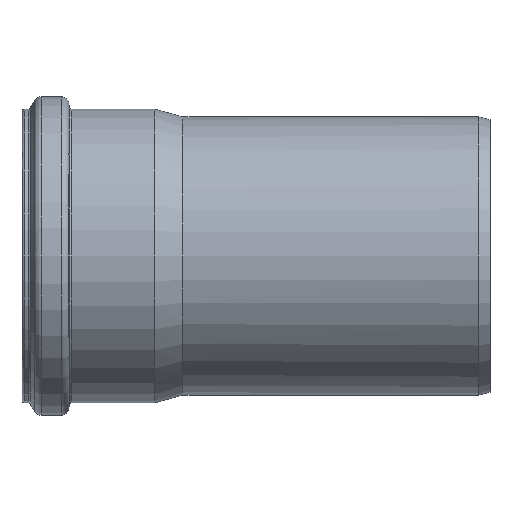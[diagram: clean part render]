
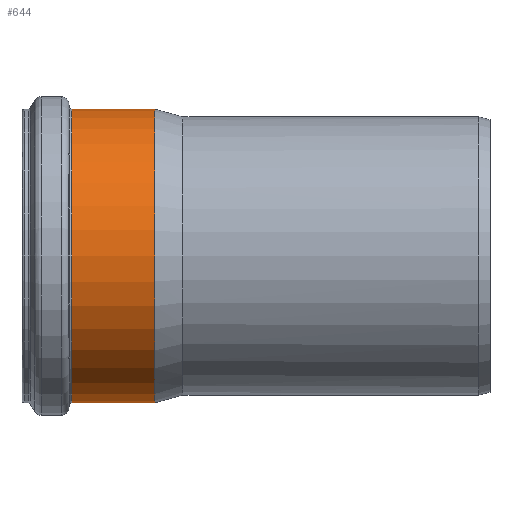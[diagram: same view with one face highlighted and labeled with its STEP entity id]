
A CAD part, left-side view. The second image highlights one B-rep face of the part: STEP entity #644.
In plain terms, the highlighted cylindrical face has radius 58.05 mm (diameter 116.1 mm), a full revolution.
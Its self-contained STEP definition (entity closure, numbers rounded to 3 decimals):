
#84=FACE_BOUND('',#299,.T.);
#109=CIRCLE('',#675,58.05);
#138=CIRCLE('',#734,58.05);
#169=CYLINDRICAL_SURFACE('',#733,58.05);
#210=FACE_OUTER_BOUND('',#298,.T.);
#298=EDGE_LOOP('',(#565));
#299=EDGE_LOOP('',(#566));
#362=VERTEX_POINT('',#1391);
#392=VERTEX_POINT('',#1549);
#426=EDGE_CURVE('',#362,#362,#109,.T.);
#457=EDGE_CURVE('',#392,#392,#138,.T.);
#565=ORIENTED_EDGE('',*,*,#457,.F.);
#566=ORIENTED_EDGE('',*,*,#426,.T.);
#644=ADVANCED_FACE('',(#210,#84),#169,.T.);
#675=AXIS2_PLACEMENT_3D('',#1392,#792,#793);
#733=AXIS2_PLACEMENT_3D('',#1548,#908,#909);
#734=AXIS2_PLACEMENT_3D('',#1550,#910,#911);
#792=DIRECTION('center_axis',(0.,1.,0.));
#793=DIRECTION('ref_axis',(1.,0.,0.));
#908=DIRECTION('center_axis',(0.,1.,0.));
#909=DIRECTION('ref_axis',(-1.,0.,0.));
#910=DIRECTION('center_axis',(0.,1.,0.));
#911=DIRECTION('ref_axis',(1.,0.,0.));
#1391=CARTESIAN_POINT('',(-58.05,132.558,0.));
#1392=CARTESIAN_POINT('Origin',(0.,132.558,0.));
#1548=CARTESIAN_POINT('Origin',(0.,148.968,0.));
#1549=CARTESIAN_POINT('',(-58.05,165.378,0.));
#1550=CARTESIAN_POINT('Origin',(0.,165.378,0.));
